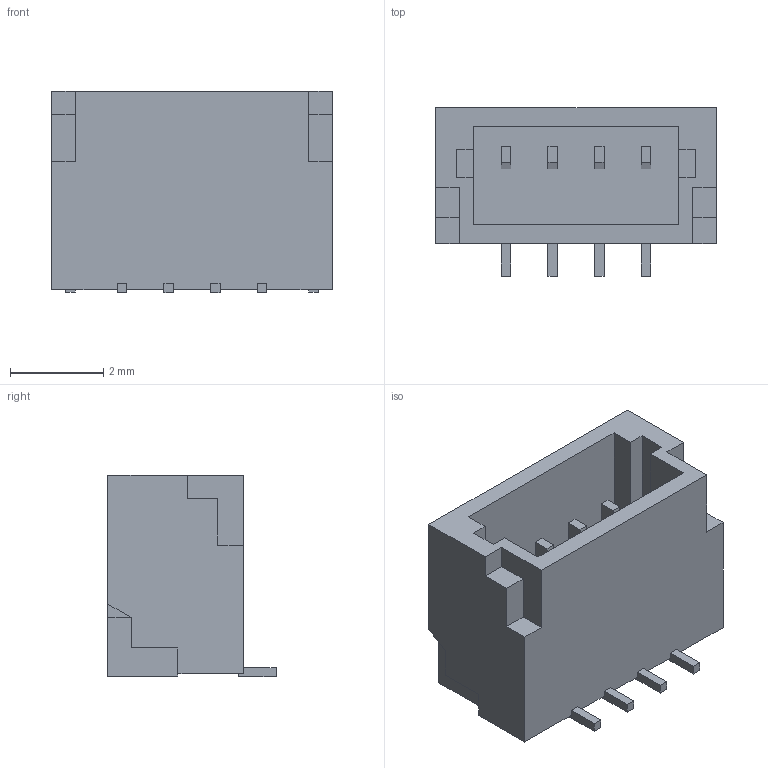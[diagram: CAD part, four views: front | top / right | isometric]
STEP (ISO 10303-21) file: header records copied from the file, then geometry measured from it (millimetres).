
FILE_DESCRIPTION(/* description */ ('','CAx-IF Rec.Pracs.---Representation and Presentation of Product Manufacturing Information (PMI)---4.0---2014-10-13'),/* implementation_level */ '2;1');
FILE_NAME(/* name */ 'BM04B-SRSS-TB.step',/* time_stamp */ '2025-02-24T21:35:43-05:00',/* author */ (''),/* organization */ (''),/* preprocessor_version */ 'ST-DEVELOPER v20',/* originating_system */ 'Autodesk Translation Framework v13.20.0.188',/* authorisation */ '');
FILE_SCHEMA (('AP242_MANAGED_MODEL_BASED_3D_ENGINEERING_MIM_LF { 1 0 10303 442 1 1 4 }'));
Length unit declared in the file: millimetre
Products named in the file (2): BM04B-SRSS-TB; JST BM04B-SRSS-TB v1
Assembly tree (1 placements, depth 2):
  BM04B-SRSS-TB
    JST BM04B-SRSS-TB v1
Bounding box: 6 x 3.6 x 4.32 mm (x, y, z)
Volume: 44 mm3; surface area: 164.3 mm2
Topology: 1 solids, 1 shells, 95 faces, 256 edges, 168 vertices
Faces by surface type: plane 95
Entity records: 3012 total; most frequent: CARTESIAN_POINT 522, ORIENTED_EDGE 512, DIRECTION 452, LINE 256, VECTOR 256, EDGE_CURVE 256, VERTEX_POINT 168, EDGE_LOOP 100
